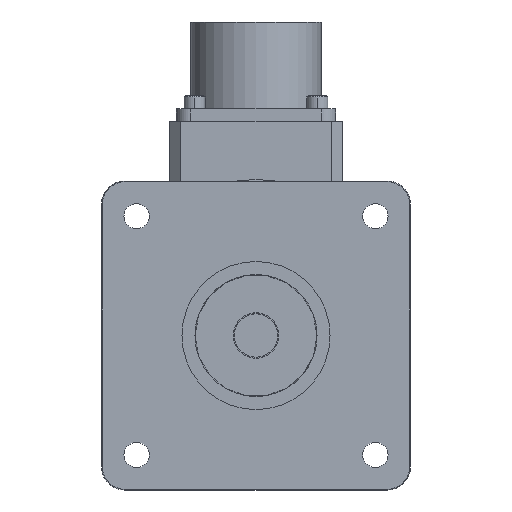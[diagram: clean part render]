
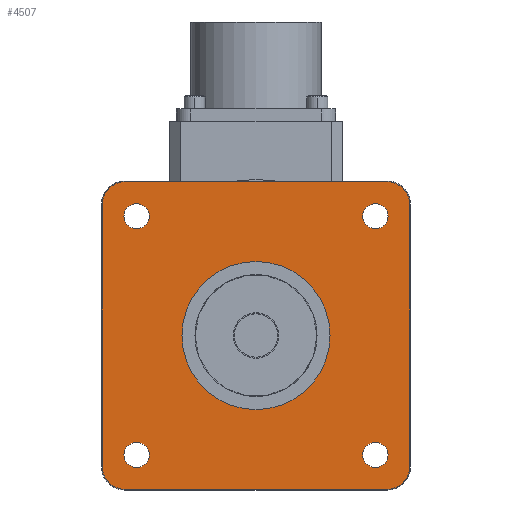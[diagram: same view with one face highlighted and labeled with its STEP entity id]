
A CAD part, front view. The second image highlights one B-rep face of the part: STEP entity #4507.
In plain terms, the highlighted planar face has unit normal (0, -1, 0).
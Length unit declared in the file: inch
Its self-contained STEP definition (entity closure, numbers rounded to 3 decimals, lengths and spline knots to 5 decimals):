
#699=CARTESIAN_POINT('',(1.32967,0.,1.1298));
#700=CARTESIAN_POINT('',(1.32967,0.,1.13812));
#701=CARTESIAN_POINT('',(1.32865,0.,1.15376));
#702=CARTESIAN_POINT('',(1.32361,0.,1.18203));
#703=CARTESIAN_POINT('',(1.31287,0.,1.21293));
#704=CARTESIAN_POINT('',(1.29467,0.,1.2447));
#705=CARTESIAN_POINT('',(1.27188,0.,1.27188));
#706=CARTESIAN_POINT('',(1.2447,0.,1.29467));
#707=CARTESIAN_POINT('',(1.21293,0.,1.31287));
#708=CARTESIAN_POINT('',(1.18203,0.,1.32361));
#709=CARTESIAN_POINT('',(1.15376,0.,1.32865));
#710=CARTESIAN_POINT('',(1.13812,0.,1.32967));
#711=CARTESIAN_POINT('',(1.1298,0.,1.32967));
#744=CARTESIAN_POINT('',(1.1298,0.,-1.32967));
#745=CARTESIAN_POINT('',(1.13812,0.,-1.32967));
#746=CARTESIAN_POINT('',(1.15376,0.,-1.32865));
#747=CARTESIAN_POINT('',(1.18203,0.,-1.32361));
#748=CARTESIAN_POINT('',(1.21293,0.,-1.31287));
#749=CARTESIAN_POINT('',(1.2447,0.,-1.29467));
#750=CARTESIAN_POINT('',(1.27188,0.,-1.27188));
#751=CARTESIAN_POINT('',(1.29467,0.,-1.2447));
#752=CARTESIAN_POINT('',(1.31287,0.,-1.21293));
#753=CARTESIAN_POINT('',(1.32361,0.,-1.18203));
#754=CARTESIAN_POINT('',(1.32865,0.,-1.15376));
#755=CARTESIAN_POINT('',(1.32967,0.,-1.13812));
#756=CARTESIAN_POINT('',(1.32967,0.,-1.1298));
#766=CARTESIAN_POINT('',(-1.32967,0.,-1.1298));
#767=CARTESIAN_POINT('',(-1.32967,0.,-1.13812));
#768=CARTESIAN_POINT('',(-1.32865,0.,-1.15376));
#769=CARTESIAN_POINT('',(-1.32361,0.,-1.18203));
#770=CARTESIAN_POINT('',(-1.31287,0.,-1.21293));
#771=CARTESIAN_POINT('',(-1.29467,0.,-1.2447));
#772=CARTESIAN_POINT('',(-1.27188,0.,-1.27188));
#773=CARTESIAN_POINT('',(-1.2447,0.,-1.29467));
#774=CARTESIAN_POINT('',(-1.21293,0.,-1.31287));
#775=CARTESIAN_POINT('',(-1.18203,0.,-1.32361));
#776=CARTESIAN_POINT('',(-1.15376,0.,-1.32865));
#777=CARTESIAN_POINT('',(-1.13812,0.,-1.32967));
#778=CARTESIAN_POINT('',(-1.1298,0.,-1.32967));
#788=CARTESIAN_POINT('',(-1.1298,0.,1.32967));
#789=CARTESIAN_POINT('',(-1.13812,0.,1.32967));
#790=CARTESIAN_POINT('',(-1.15376,0.,1.32865));
#791=CARTESIAN_POINT('',(-1.18203,0.,1.32361));
#792=CARTESIAN_POINT('',(-1.21293,0.,1.31287));
#793=CARTESIAN_POINT('',(-1.2447,0.,1.29467));
#794=CARTESIAN_POINT('',(-1.27188,0.,1.27188));
#795=CARTESIAN_POINT('',(-1.29467,0.,1.2447));
#796=CARTESIAN_POINT('',(-1.31287,0.,1.21293));
#797=CARTESIAN_POINT('',(-1.32361,0.,1.18203));
#798=CARTESIAN_POINT('',(-1.32865,0.,1.15376));
#799=CARTESIAN_POINT('',(-1.32967,0.,1.13812));
#800=CARTESIAN_POINT('',(-1.32967,0.,1.1298));
#806=DIRECTION('',(0.,0.,-1.));
#807=VECTOR('',#806,2.25959);
#808=CARTESIAN_POINT('',(1.32967,0.,1.1298));
#809=LINE('',#808,#807);
#810=DIRECTION('',(-1.,0.,0.));
#811=VECTOR('',#810,2.25959);
#812=CARTESIAN_POINT('',(1.1298,0.,-1.32967));
#813=LINE('',#812,#811);
#814=DIRECTION('',(0.,0.,1.));
#815=VECTOR('',#814,2.25959);
#816=CARTESIAN_POINT('',(-1.32967,0.,-1.1298));
#817=LINE('',#816,#815);
#818=DIRECTION('',(1.,0.,0.));
#819=VECTOR('',#818,2.25959);
#820=CARTESIAN_POINT('',(-1.1298,0.,1.32967));
#821=LINE('',#820,#819);
#822=CARTESIAN_POINT('',(-1.03202,0.,1.03202));
#823=DIRECTION('',(0.,-1.,0.));
#824=DIRECTION('',(1.,0.,0.));
#825=AXIS2_PLACEMENT_3D('',#822,#823,#824);
#827=CARTESIAN_POINT('',(-1.03202,0.,1.03202));
#828=DIRECTION('',(0.,-1.,0.));
#829=DIRECTION('',(-1.,0.,0.));
#830=AXIS2_PLACEMENT_3D('',#827,#828,#829);
#832=CARTESIAN_POINT('',(-1.03202,0.,-1.03202));
#833=DIRECTION('',(0.,-1.,0.));
#834=DIRECTION('',(1.,0.,0.));
#835=AXIS2_PLACEMENT_3D('',#832,#833,#834);
#837=CARTESIAN_POINT('',(-1.03202,0.,-1.03202));
#838=DIRECTION('',(0.,-1.,0.));
#839=DIRECTION('',(-1.,0.,0.));
#840=AXIS2_PLACEMENT_3D('',#837,#838,#839);
#842=CARTESIAN_POINT('',(1.03202,0.,-1.03202));
#843=DIRECTION('',(0.,-1.,0.));
#844=DIRECTION('',(1.,0.,0.));
#845=AXIS2_PLACEMENT_3D('',#842,#843,#844);
#847=CARTESIAN_POINT('',(1.03202,0.,-1.03202));
#848=DIRECTION('',(0.,-1.,0.));
#849=DIRECTION('',(-1.,0.,0.));
#850=AXIS2_PLACEMENT_3D('',#847,#848,#849);
#852=CARTESIAN_POINT('',(0.,0.,0.));
#853=DIRECTION('',(0.,-1.,0.));
#854=DIRECTION('',(0.,0.,1.));
#855=AXIS2_PLACEMENT_3D('',#852,#853,#854);
#857=CARTESIAN_POINT('',(0.,0.,0.));
#858=DIRECTION('',(0.,-1.,0.));
#859=DIRECTION('',(0.,0.,-1.));
#860=AXIS2_PLACEMENT_3D('',#857,#858,#859);
#862=CARTESIAN_POINT('',(1.03202,0.,1.03202));
#863=DIRECTION('',(0.,-1.,0.));
#864=DIRECTION('',(1.,0.,0.));
#865=AXIS2_PLACEMENT_3D('',#862,#863,#864);
#867=CARTESIAN_POINT('',(1.03202,0.,1.03202));
#868=DIRECTION('',(0.,-1.,0.));
#869=DIRECTION('',(-1.,0.,0.));
#870=AXIS2_PLACEMENT_3D('',#867,#868,#869);
#3003=CARTESIAN_POINT('',(0.,0.,0.64));
#3004=CARTESIAN_POINT('',(0.,0.,-0.64));
#3005=VERTEX_POINT('',#3003);
#3006=VERTEX_POINT('',#3004);
#3105=CARTESIAN_POINT('',(1.1298,0.,-1.32967));
#3106=VERTEX_POINT('',#3105);
#3107=VERTEX_POINT('',#756);
#3109=CARTESIAN_POINT('',(1.32967,0.,1.1298));
#3111=VERTEX_POINT('',#3109);
#3112=VERTEX_POINT('',#711);
#3127=CARTESIAN_POINT('',(-1.1298,0.,1.32967));
#3128=VERTEX_POINT('',#3127);
#3129=VERTEX_POINT('',#800);
#3138=CARTESIAN_POINT('',(-1.32967,0.,-1.1298));
#3139=VERTEX_POINT('',#3138);
#3140=VERTEX_POINT('',#778);
#3162=CARTESIAN_POINT('',(1.14102,0.,1.03202));
#3163=CARTESIAN_POINT('',(0.92302,0.,1.03202));
#3164=VERTEX_POINT('',#3162);
#3165=VERTEX_POINT('',#3163);
#3170=CARTESIAN_POINT('',(1.14102,0.,-1.03202));
#3171=CARTESIAN_POINT('',(0.92302,0.,-1.03202));
#3172=VERTEX_POINT('',#3170);
#3173=VERTEX_POINT('',#3171);
#3178=CARTESIAN_POINT('',(-0.92302,0.,-1.03202));
#3179=CARTESIAN_POINT('',(-1.14102,0.,-1.03202));
#3180=VERTEX_POINT('',#3178);
#3181=VERTEX_POINT('',#3179);
#3186=CARTESIAN_POINT('',(-0.92302,0.,1.03202));
#3187=CARTESIAN_POINT('',(-1.14102,0.,1.03202));
#3188=VERTEX_POINT('',#3186);
#3189=VERTEX_POINT('',#3187);
#4462=CARTESIAN_POINT('',(0.,0.,0.));
#4463=DIRECTION('',(0.,1.,0.));
#4464=DIRECTION('',(0.,0.,1.));
#4465=AXIS2_PLACEMENT_3D('',#4462,#4463,#4464);
#4466=PLANE('',#4465);
#4467=ORIENTED_EDGE('',*,*,#4372,.F.);
#4468=ORIENTED_EDGE('',*,*,#4388,.T.);
#4469=ORIENTED_EDGE('',*,*,#4400,.F.);
#4470=ORIENTED_EDGE('',*,*,#4414,.T.);
#4471=ORIENTED_EDGE('',*,*,#4428,.F.);
#4472=ORIENTED_EDGE('',*,*,#4442,.T.);
#4473=ORIENTED_EDGE('',*,*,#4455,.F.);
#4474=ORIENTED_EDGE('',*,*,#4357,.T.);
#4475=EDGE_LOOP('',(#4467,#4468,#4469,#4470,#4471,#4472,#4473,#4474));
#4476=FACE_OUTER_BOUND('',#4475,.F.);
#4478=ORIENTED_EDGE('',*,*,#4477,.T.);
#4480=ORIENTED_EDGE('',*,*,#4479,.T.);
#4481=EDGE_LOOP('',(#4478,#4480));
#4482=FACE_BOUND('',#4481,.F.);
#4484=ORIENTED_EDGE('',*,*,#4483,.T.);
#4486=ORIENTED_EDGE('',*,*,#4485,.T.);
#4487=EDGE_LOOP('',(#4484,#4486));
#4488=FACE_BOUND('',#4487,.F.);
#4490=ORIENTED_EDGE('',*,*,#4489,.T.);
#4492=ORIENTED_EDGE('',*,*,#4491,.T.);
#4493=EDGE_LOOP('',(#4490,#4492));
#4494=FACE_BOUND('',#4493,.F.);
#4496=ORIENTED_EDGE('',*,*,#4495,.T.);
#4498=ORIENTED_EDGE('',*,*,#4497,.T.);
#4499=EDGE_LOOP('',(#4496,#4498));
#4500=FACE_BOUND('',#4499,.F.);
#4502=ORIENTED_EDGE('',*,*,#4501,.T.);
#4504=ORIENTED_EDGE('',*,*,#4503,.T.);
#4505=EDGE_LOOP('',(#4502,#4504));
#4506=FACE_BOUND('',#4505,.F.);
#712=B_SPLINE_CURVE_WITH_KNOTS('',3,(#699,#700,#701,#702,#703,#704,#705,#706,
#707,#708,#709,#710,#711),.UNSPECIFIED.,.F.,.F.,(4,1,1,1,1,1,1,1,1,1,4),(0.,
0.0625,0.125,0.25,0.375,0.5,0.625,0.75,0.875,0.9375,1.),
.UNSPECIFIED.);
#757=B_SPLINE_CURVE_WITH_KNOTS('',3,(#744,#745,#746,#747,#748,#749,#750,#751,
#752,#753,#754,#755,#756),.UNSPECIFIED.,.F.,.F.,(4,1,1,1,1,1,1,1,1,1,4),(0.,
0.0625,0.125,0.25,0.375,0.5,0.625,0.75,0.875,0.9375,1.),
.UNSPECIFIED.);
#779=B_SPLINE_CURVE_WITH_KNOTS('',3,(#766,#767,#768,#769,#770,#771,#772,#773,
#774,#775,#776,#777,#778),.UNSPECIFIED.,.F.,.F.,(4,1,1,1,1,1,1,1,1,1,4),(0.,
0.0625,0.125,0.25,0.375,0.5,0.625,0.75,0.875,0.9375,1.),
.UNSPECIFIED.);
#801=B_SPLINE_CURVE_WITH_KNOTS('',3,(#788,#789,#790,#791,#792,#793,#794,#795,
#796,#797,#798,#799,#800),.UNSPECIFIED.,.F.,.F.,(4,1,1,1,1,1,1,1,1,1,4),(0.,
0.0625,0.125,0.25,0.375,0.5,0.625,0.75,0.875,0.9375,1.),
.UNSPECIFIED.);
#826=CIRCLE('',#825,0.109);
#831=CIRCLE('',#830,0.109);
#836=CIRCLE('',#835,0.109);
#841=CIRCLE('',#840,0.109);
#846=CIRCLE('',#845,0.109);
#851=CIRCLE('',#850,0.109);
#856=CIRCLE('',#855,0.64);
#861=CIRCLE('',#860,0.64);
#866=CIRCLE('',#865,0.109);
#871=CIRCLE('',#870,0.109);
#4357=EDGE_CURVE('',#3128,#3112,#821,.T.);
#4372=EDGE_CURVE('',#3111,#3112,#712,.T.);
#4388=EDGE_CURVE('',#3111,#3107,#809,.T.);
#4400=EDGE_CURVE('',#3106,#3107,#757,.T.);
#4414=EDGE_CURVE('',#3106,#3140,#813,.T.);
#4428=EDGE_CURVE('',#3139,#3140,#779,.T.);
#4442=EDGE_CURVE('',#3139,#3129,#817,.T.);
#4455=EDGE_CURVE('',#3128,#3129,#801,.T.);
#4477=EDGE_CURVE('',#3188,#3189,#826,.T.);
#4479=EDGE_CURVE('',#3189,#3188,#831,.T.);
#4483=EDGE_CURVE('',#3180,#3181,#836,.T.);
#4485=EDGE_CURVE('',#3181,#3180,#841,.T.);
#4489=EDGE_CURVE('',#3172,#3173,#846,.T.);
#4491=EDGE_CURVE('',#3173,#3172,#851,.T.);
#4495=EDGE_CURVE('',#3005,#3006,#856,.T.);
#4497=EDGE_CURVE('',#3006,#3005,#861,.T.);
#4501=EDGE_CURVE('',#3164,#3165,#866,.T.);
#4503=EDGE_CURVE('',#3165,#3164,#871,.T.);
#4507=ADVANCED_FACE('',(#4476,#4482,#4488,#4494,#4500,#4506),#4466,.F.);
